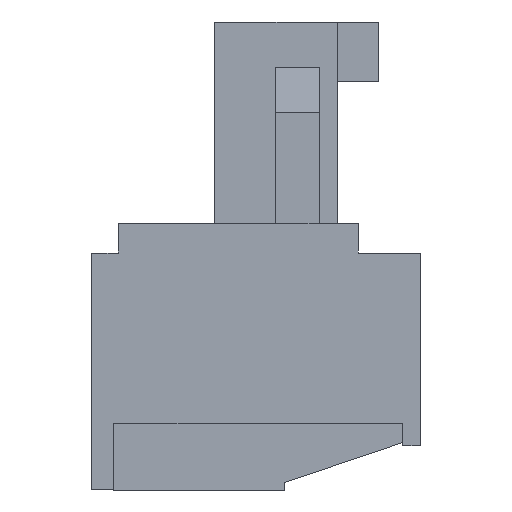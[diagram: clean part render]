
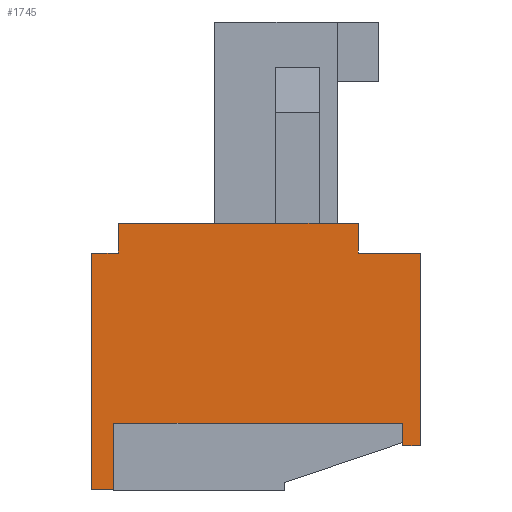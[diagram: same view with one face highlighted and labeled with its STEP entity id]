
A CAD part, left-side view. The second image highlights one B-rep face of the part: STEP entity #1745.
In plain terms, the highlighted planar face has unit normal (-1, 0, 0).
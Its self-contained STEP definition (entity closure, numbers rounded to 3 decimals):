
#1745 = ADVANCED_FACE( '', ( #3667 ), #3668, .F. );
#3667 = FACE_OUTER_BOUND( '', #5861, .T. );
#3668 = PLANE( '', #5862 );
#5861 = EDGE_LOOP( '', ( #10299, #10300, #10301, #10302, #10303, #10304, #10305, #10306, #10307, #10308, #10309, #10310 ) );
#5862 = AXIS2_PLACEMENT_3D( '', #10311, #10312, #10313 );
#10299 = ORIENTED_EDGE( '', *, *, #14781, .F. );
#10300 = ORIENTED_EDGE( '', *, *, #14590, .F. );
#10301 = ORIENTED_EDGE( '', *, *, #14782, .F. );
#10302 = ORIENTED_EDGE( '', *, *, #14435, .F. );
#10303 = ORIENTED_EDGE( '', *, *, #14550, .F. );
#10304 = ORIENTED_EDGE( '', *, *, #13245, .F. );
#10305 = ORIENTED_EDGE( '', *, *, #13505, .F. );
#10306 = ORIENTED_EDGE( '', *, *, #14783, .F. );
#10307 = ORIENTED_EDGE( '', *, *, #14784, .F. );
#10308 = ORIENTED_EDGE( '', *, *, #13385, .F. );
#10309 = ORIENTED_EDGE( '', *, *, #14785, .F. );
#10310 = ORIENTED_EDGE( '', *, *, #14786, .F. );
#10311 = CARTESIAN_POINT( '', ( -15.24, 0., 0. ) );
#10312 = DIRECTION( '', ( 1., 0., 0. ) );
#10313 = DIRECTION( '', ( 0., 0., -1. ) );
#13245 = EDGE_CURVE( '', #15859, #15860, #15861, .T. );
#13385 = EDGE_CURVE( '', #16097, #16099, #16100, .T. );
#13505 = EDGE_CURVE( '', #16314, #15859, #16315, .T. );
#14435 = EDGE_CURVE( '', #17784, #17780, #17786, .T. );
#14550 = EDGE_CURVE( '', #15860, #17784, #17950, .T. );
#14590 = EDGE_CURVE( '', #18004, #18006, #18007, .T. );
#14781 = EDGE_CURVE( '', #18006, #18257, #18258, .T. );
#14782 = EDGE_CURVE( '', #17780, #18004, #18259, .T. );
#14783 = EDGE_CURVE( '', #18260, #16314, #18261, .T. );
#14784 = EDGE_CURVE( '', #16099, #18260, #18262, .T. );
#14785 = EDGE_CURVE( '', #18263, #16097, #18264, .T. );
#14786 = EDGE_CURVE( '', #18257, #18263, #18265, .T. );
#15859 = VERTEX_POINT( '', #19655 );
#15860 = VERTEX_POINT( '', #19656 );
#15861 = LINE( '', #19657, #19658 );
#16097 = VERTEX_POINT( '', #20001 );
#16099 = VERTEX_POINT( '', #20004 );
#16100 = LINE( '', #20005, #20006 );
#16314 = VERTEX_POINT( '', #20326 );
#16315 = LINE( '', #20327, #20328 );
#17780 = VERTEX_POINT( '', #22456 );
#17784 = VERTEX_POINT( '', #22462 );
#17786 = LINE( '', #22465, #22466 );
#17950 = LINE( '', #22708, #22709 );
#18004 = VERTEX_POINT( '', #22785 );
#18006 = VERTEX_POINT( '', #22788 );
#18007 = LINE( '', #22789, #22790 );
#18257 = VERTEX_POINT( '', #23169 );
#18258 = LINE( '', #23170, #23171 );
#18259 = LINE( '', #23172, #23173 );
#18260 = VERTEX_POINT( '', #23174 );
#18261 = LINE( '', #23175, #23176 );
#18262 = LINE( '', #23177, #23178 );
#18263 = VERTEX_POINT( '', #23179 );
#18264 = LINE( '', #23180, #23181 );
#18265 = LINE( '', #23182, #23183 );
#19655 = CARTESIAN_POINT( '', ( -15.24, 4.95, -4. ) );
#19656 = CARTESIAN_POINT( '', ( -15.24, 4.95, 4. ) );
#19657 = CARTESIAN_POINT( '', ( -15.24, 4.95, -4. ) );
#19658 = VECTOR( '', #24480, 1000. );
#20001 = CARTESIAN_POINT( '', ( -15.24, -5.55, -2.5 ) );
#20004 = CARTESIAN_POINT( '', ( -15.24, -5.55, -1.75 ) );
#20005 = CARTESIAN_POINT( '', ( -15.24, -5.55, -2.5 ) );
#20006 = VECTOR( '', #24611, 1000. );
#20326 = CARTESIAN_POINT( '', ( -15.24, 4.2, -4. ) );
#20327 = CARTESIAN_POINT( '', ( -15.24, 4.2, -4. ) );
#20328 = VECTOR( '', #24721, 1000. );
#22456 = CARTESIAN_POINT( '', ( -15.24, 4.05, 5. ) );
#22462 = CARTESIAN_POINT( '', ( -15.24, 4.05, 4. ) );
#22465 = CARTESIAN_POINT( '', ( -15.24, 4.05, 4. ) );
#22466 = VECTOR( '', #25581, 1000. );
#22708 = CARTESIAN_POINT( '', ( -15.24, 4.95, 4. ) );
#22709 = VECTOR( '', #25684, 1000. );
#22785 = CARTESIAN_POINT( '', ( -15.24, -4.05, 5. ) );
#22788 = CARTESIAN_POINT( '', ( -15.24, -4.05, 4. ) );
#22789 = CARTESIAN_POINT( '', ( -15.24, -4.05, 5. ) );
#22790 = VECTOR( '', #25720, 1000. );
#23169 = CARTESIAN_POINT( '', ( -15.24, -6.15, 4. ) );
#23170 = CARTESIAN_POINT( '', ( -15.24, -4.05, 4. ) );
#23171 = VECTOR( '', #25870, 1000. );
#23172 = CARTESIAN_POINT( '', ( -15.24, 4.05, 5. ) );
#23173 = VECTOR( '', #25871, 1000. );
#23174 = CARTESIAN_POINT( '', ( -15.24, 4.2, -1.75 ) );
#23175 = CARTESIAN_POINT( '', ( -15.24, 4.2, -1.75 ) );
#23176 = VECTOR( '', #25872, 1000. );
#23177 = CARTESIAN_POINT( '', ( -15.24, -5.55, -1.75 ) );
#23178 = VECTOR( '', #25873, 1000. );
#23179 = CARTESIAN_POINT( '', ( -15.24, -6.15, -2.5 ) );
#23180 = CARTESIAN_POINT( '', ( -15.24, -6.15, -2.5 ) );
#23181 = VECTOR( '', #25874, 1000. );
#23182 = CARTESIAN_POINT( '', ( -15.24, -6.15, 4. ) );
#23183 = VECTOR( '', #25875, 1000. );
#24480 = DIRECTION( '', ( 0., 0., 1. ) );
#24611 = DIRECTION( '', ( 0., 0., 1. ) );
#24721 = DIRECTION( '', ( 0., 1., 0. ) );
#25581 = DIRECTION( '', ( 0., 0., 1. ) );
#25684 = DIRECTION( '', ( 0., -1., 0. ) );
#25720 = DIRECTION( '', ( 0., 0., -1. ) );
#25870 = DIRECTION( '', ( 0., -1., 0. ) );
#25871 = DIRECTION( '', ( 0., -1., 0. ) );
#25872 = DIRECTION( '', ( 0., 0., -1. ) );
#25873 = DIRECTION( '', ( 0., 1., 0. ) );
#25874 = DIRECTION( '', ( 0., 1., 0. ) );
#25875 = DIRECTION( '', ( 0., 0., -1. ) );
